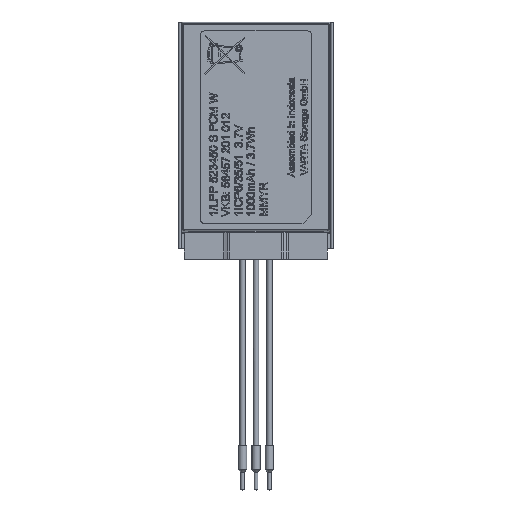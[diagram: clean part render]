
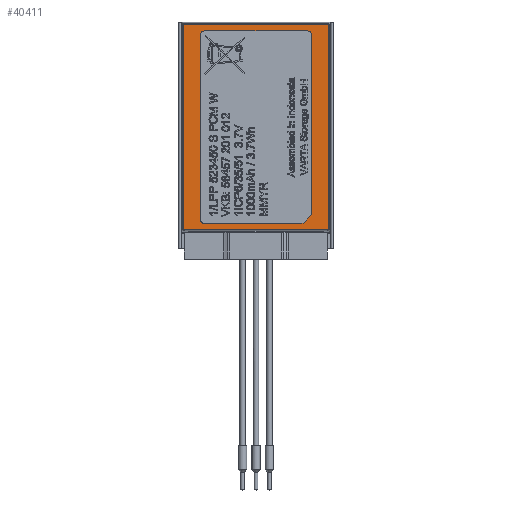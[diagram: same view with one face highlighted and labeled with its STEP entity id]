
A CAD part, top view. The second image highlights one B-rep face of the part: STEP entity #40411.
In plain terms, the highlighted planar face has unit normal (0, 0, 1).
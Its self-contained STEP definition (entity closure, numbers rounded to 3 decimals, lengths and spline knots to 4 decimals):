
#51=ELLIPSE('',#42627,0.005,0.005);
#54=ELLIPSE('',#42631,0.005,0.005);
#55=ELLIPSE('',#42637,0.005,0.005);
#58=ELLIPSE('',#42641,0.005,0.005);
#805=FACE_BOUND('',#5288,.T.);
#2693=CIRCLE('',#42650,0.1);
#2694=CIRCLE('',#42651,0.1);
#2695=CIRCLE('',#42652,0.1);
#3119=FACE_OUTER_BOUND('',#5287,.T.);
#5287=EDGE_LOOP('',(#25828,#25829,#25830,#25831,#25832,#25833,#25834,#25835));
#5288=EDGE_LOOP('',(#25836,#25837,#25838,#25839,#25840,#25841,#25842,#25843));
#7811=LINE('',#52530,#11803);
#7813=LINE('',#52598,#11805);
#7816=LINE('',#52605,#11808);
#7818=LINE('',#52668,#11810);
#7826=LINE('',#52708,#11818);
#7827=LINE('',#52710,#11819);
#7828=LINE('',#52714,#11820);
#7829=LINE('',#52718,#11821);
#7830=LINE('',#52721,#11822);
#11803=VECTOR('',#44853,4.5828);
#11805=VECTOR('',#44873,3.2128);
#11808=VECTOR('',#44880,3.2128);
#11810=VECTOR('',#44896,4.5828);
#11818=VECTOR('',#44918,0.2828);
#11819=VECTOR('',#44919,2.2);
#11820=VECTOR('',#44922,4.1);
#11821=VECTOR('',#44925,2.3);
#11822=VECTOR('',#44928,4.);
#15756=VERTEX_POINT('',#52527);
#15757=VERTEX_POINT('',#52529);
#15760=VERTEX_POINT('',#52560);
#15761=VERTEX_POINT('',#52589);
#15764=VERTEX_POINT('',#52596);
#15765=VERTEX_POINT('',#52601);
#15768=VERTEX_POINT('',#52632);
#15769=VERTEX_POINT('',#52661);
#15778=VERTEX_POINT('',#52706);
#15779=VERTEX_POINT('',#52707);
#15780=VERTEX_POINT('',#52709);
#15781=VERTEX_POINT('',#52711);
#15782=VERTEX_POINT('',#52713);
#15783=VERTEX_POINT('',#52715);
#15784=VERTEX_POINT('',#52717);
#15785=VERTEX_POINT('',#52719);
#19722=EDGE_CURVE('',#15756,#15757,#7811,.T.);
#19726=EDGE_CURVE('',#15760,#15756,#51,.T.);
#19730=EDGE_CURVE('',#15757,#15761,#54,.T.);
#19732=EDGE_CURVE('',#15764,#15760,#7813,.T.);
#19736=EDGE_CURVE('',#15761,#15765,#7816,.T.);
#19738=EDGE_CURVE('',#15768,#15764,#55,.T.);
#19742=EDGE_CURVE('',#15765,#15769,#58,.T.);
#19744=EDGE_CURVE('',#15769,#15768,#7818,.T.);
#19756=EDGE_CURVE('',#15778,#15779,#7826,.T.);
#19757=EDGE_CURVE('',#15779,#15780,#7827,.T.);
#19758=EDGE_CURVE('',#15780,#15781,#2693,.T.);
#19759=EDGE_CURVE('',#15781,#15782,#7828,.T.);
#19760=EDGE_CURVE('',#15782,#15783,#2694,.T.);
#19761=EDGE_CURVE('',#15783,#15784,#7829,.T.);
#19762=EDGE_CURVE('',#15784,#15785,#2695,.T.);
#19763=EDGE_CURVE('',#15785,#15778,#7830,.T.);
#25828=ORIENTED_EDGE('',*,*,#19722,.F.);
#25829=ORIENTED_EDGE('',*,*,#19726,.F.);
#25830=ORIENTED_EDGE('',*,*,#19732,.F.);
#25831=ORIENTED_EDGE('',*,*,#19738,.F.);
#25832=ORIENTED_EDGE('',*,*,#19744,.F.);
#25833=ORIENTED_EDGE('',*,*,#19742,.F.);
#25834=ORIENTED_EDGE('',*,*,#19736,.F.);
#25835=ORIENTED_EDGE('',*,*,#19730,.F.);
#25836=ORIENTED_EDGE('',*,*,#19756,.T.);
#25837=ORIENTED_EDGE('',*,*,#19757,.T.);
#25838=ORIENTED_EDGE('',*,*,#19758,.T.);
#25839=ORIENTED_EDGE('',*,*,#19759,.T.);
#25840=ORIENTED_EDGE('',*,*,#19760,.T.);
#25841=ORIENTED_EDGE('',*,*,#19761,.T.);
#25842=ORIENTED_EDGE('',*,*,#19762,.T.);
#25843=ORIENTED_EDGE('',*,*,#19763,.T.);
#36997=PLANE('',#42649);
#40411=ADVANCED_FACE('',(#3119,#805),#36997,.T.);
#42627=AXIS2_PLACEMENT_3D('',#52562,#44859,#44860);
#42631=AXIS2_PLACEMENT_3D('',#52593,#44867,#44868);
#42637=AXIS2_PLACEMENT_3D('',#52634,#44883,#44884);
#42641=AXIS2_PLACEMENT_3D('',#52665,#44891,#44892);
#42649=AXIS2_PLACEMENT_3D('',#52705,#44916,#44917);
#42650=AXIS2_PLACEMENT_3D('',#52712,#44920,#44921);
#42651=AXIS2_PLACEMENT_3D('',#52716,#44923,#44924);
#42652=AXIS2_PLACEMENT_3D('',#52720,#44926,#44927);
#44853=DIRECTION('',(0.,-1.,0.));
#44859=DIRECTION('center_axis',(0.,0.,
-1.));
#44860=DIRECTION('ref_axis',(0.707,0.707,0.));
#44867=DIRECTION('center_axis',(0.,0.,
-1.));
#44868=DIRECTION('ref_axis',(0.707,-0.707,0.));
#44873=DIRECTION('',(1.,0.,0.));
#44880=DIRECTION('',(-1.,0.,0.));
#44883=DIRECTION('center_axis',(0.,0.,
-1.));
#44884=DIRECTION('ref_axis',(-0.707,0.707,0.));
#44891=DIRECTION('center_axis',(0.,0.,
-1.));
#44892=DIRECTION('ref_axis',(-0.707,-0.707,0.));
#44896=DIRECTION('',(0.,1.,0.));
#44916=DIRECTION('center_axis',(0.,0.,
1.));
#44917=DIRECTION('ref_axis',(1.,0.,0.));
#44918=DIRECTION('',(-0.707,-0.707,0.));
#44919=DIRECTION('',(-1.,0.,0.));
#44920=DIRECTION('center_axis',(0.,0.,
-1.));
#44921=DIRECTION('ref_axis',(-0.707,-0.707,0.));
#44922=DIRECTION('',(0.,1.,0.));
#44923=DIRECTION('center_axis',(0.,0.,
-1.));
#44924=DIRECTION('ref_axis',(-0.707,0.707,0.));
#44925=DIRECTION('',(1.,0.,0.));
#44926=DIRECTION('center_axis',(0.,0.,
-1.));
#44927=DIRECTION('ref_axis',(0.707,0.707,0.));
#44928=DIRECTION('',(0.,-1.,0.));
#52527=CARTESIAN_POINT('',(1.6114,2.4664,0.52));
#52529=CARTESIAN_POINT('',(1.6114,-2.1164,0.52));
#52530=CARTESIAN_POINT('',(1.6114,1.35,0.52));
#52560=CARTESIAN_POINT('',(1.6064,2.4714,0.52));
#52562=CARTESIAN_POINT('Origin',(1.6064,2.4664,0.52));
#52589=CARTESIAN_POINT('',(1.6064,-2.1214,0.52));
#52593=CARTESIAN_POINT('Origin',(1.6064,-2.1164,0.52));
#52596=CARTESIAN_POINT('',(-1.6064,2.4714,0.52));
#52598=CARTESIAN_POINT('',(-0.8325,2.4714,0.52));
#52601=CARTESIAN_POINT('',(-1.6064,-2.1214,0.52));
#52605=CARTESIAN_POINT('',(0.8325,-2.1214,0.52));
#52632=CARTESIAN_POINT('',(-1.6114,2.4664,0.52));
#52634=CARTESIAN_POINT('Origin',(-1.6064,2.4664,0.52));
#52661=CARTESIAN_POINT('',(-1.6114,-2.1164,0.52));
#52665=CARTESIAN_POINT('Origin',(-1.6064,-2.1164,0.52));
#52668=CARTESIAN_POINT('',(-1.6114,-1.,0.52));
#52705=CARTESIAN_POINT('Origin',(0.,0.175,0.52));
#52706=CARTESIAN_POINT('',(1.25,-1.775,0.52));
#52707=CARTESIAN_POINT('',(1.05,-1.975,0.52));
#52708=CARTESIAN_POINT('',(1.375,-1.65,0.52));
#52709=CARTESIAN_POINT('',(-1.15,-1.975,0.52));
#52710=CARTESIAN_POINT('',(0.625,-1.975,0.52));
#52711=CARTESIAN_POINT('',(-1.25,-1.875,0.52));
#52712=CARTESIAN_POINT('Origin',(-1.15,-1.875,0.52));
#52713=CARTESIAN_POINT('',(-1.25,2.225,0.52));
#52714=CARTESIAN_POINT('',(-1.25,-0.9,0.52));
#52715=CARTESIAN_POINT('',(-1.15,2.325,0.52));
#52716=CARTESIAN_POINT('Origin',(-1.15,2.225,0.52));
#52717=CARTESIAN_POINT('',(1.15,2.325,0.52));
#52718=CARTESIAN_POINT('',(-0.625,2.325,0.52));
#52719=CARTESIAN_POINT('',(1.25,2.225,0.52));
#52720=CARTESIAN_POINT('Origin',(1.15,2.225,0.52));
#52721=CARTESIAN_POINT('',(1.25,1.25,0.52));
